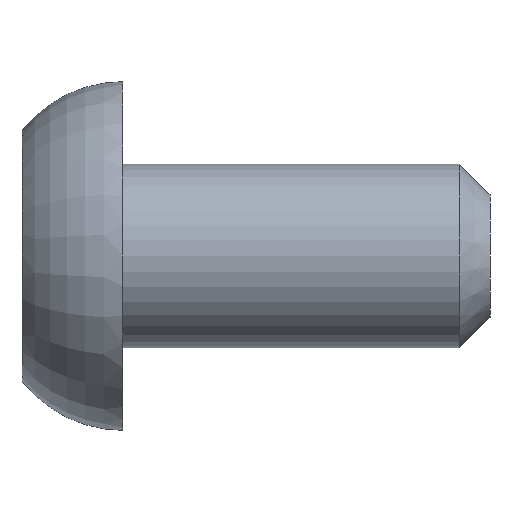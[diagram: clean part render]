
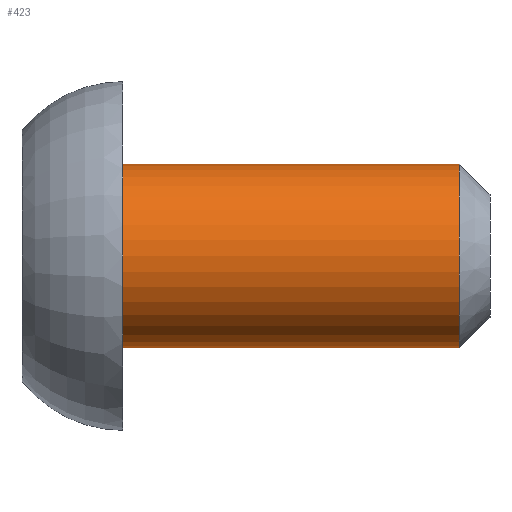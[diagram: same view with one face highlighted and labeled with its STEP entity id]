
A CAD part, front view. The second image highlights one B-rep face of the part: STEP entity #423.
In plain terms, the highlighted cylindrical face has radius 1.5 mm (diameter 3 mm), a partial arc.
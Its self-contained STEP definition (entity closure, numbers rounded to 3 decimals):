
#21 = EDGE_CURVE ( 'NONE', #837, #253, #760, .T. ) ;
#57 = EDGE_CURVE ( 'NONE', #91, #215, #854, .T. ) ;
#67 = DIRECTION ( 'NONE',  ( -1., 0., 0. ) ) ;
#73 = CARTESIAN_POINT ( 'NONE',  ( -6., 0., 0. ) ) ;
#91 = VERTEX_POINT ( 'NONE', #115 ) ;
#115 = CARTESIAN_POINT ( 'NONE',  ( -0.5, 0., 1.5 ) ) ;
#124 = DIRECTION ( 'NONE',  ( -1., 0., 0. ) ) ;
#154 = DIRECTION ( 'NONE',  ( -1., 0., 0. ) ) ;
#162 = DIRECTION ( 'NONE',  ( -1., 0., 0. ) ) ;
#195 = CARTESIAN_POINT ( 'NONE',  ( -6., 0., 1.5 ) ) ;
#215 = VERTEX_POINT ( 'NONE', #195 ) ;
#224 = ORIENTED_EDGE ( 'NONE', *, *, #21, .F. ) ;
#226 = DIRECTION ( 'NONE',  ( 0., 0., 1. ) ) ;
#246 = CARTESIAN_POINT ( 'NONE',  ( -7.65, 0., 1.5 ) ) ;
#253 = VERTEX_POINT ( 'NONE', #475 ) ;
#263 = AXIS2_PLACEMENT_3D ( 'NONE', #73, #67, #537 ) ;
#298 = ORIENTED_EDGE ( 'NONE', *, *, #57, .T. ) ;
#302 = VECTOR ( 'NONE', #124, 1000. ) ;
#311 = EDGE_CURVE ( 'NONE', #253, #215, #372, .T. ) ;
#358 = AXIS2_PLACEMENT_3D ( 'NONE', #683, #154, #820 ) ;
#372 = CIRCLE ( 'NONE', #263, 1.5 ) ;
#398 = VECTOR ( 'NONE', #645, 1000. ) ;
#423 = ADVANCED_FACE ( 'NONE', ( #703 ), #794, .T. ) ;
#428 = CARTESIAN_POINT ( 'NONE',  ( -0.5, 0., 0. ) ) ;
#475 = CARTESIAN_POINT ( 'NONE',  ( -6., 0., -1.5 ) ) ;
#509 = ORIENTED_EDGE ( 'NONE', *, *, #541, .T. ) ;
#516 = AXIS2_PLACEMENT_3D ( 'NONE', #428, #162, #226 ) ;
#537 = DIRECTION ( 'NONE',  ( 0., 0., 1. ) ) ;
#541 = EDGE_CURVE ( 'NONE', #837, #91, #661, .T. ) ;
#543 = ORIENTED_EDGE ( 'NONE', *, *, #311, .F. ) ;
#584 = CARTESIAN_POINT ( 'NONE',  ( -0.5, 0., -1.5 ) ) ;
#645 = DIRECTION ( 'NONE',  ( -1., 0., 0. ) ) ;
#661 = CIRCLE ( 'NONE', #516, 1.5 ) ;
#683 = CARTESIAN_POINT ( 'NONE',  ( -7.65, 0., 0. ) ) ;
#703 = FACE_OUTER_BOUND ( 'NONE', #847, .T. ) ;
#760 = LINE ( 'NONE', #852, #398 ) ;
#794 = CYLINDRICAL_SURFACE ( 'NONE', #358, 1.5 ) ;
#820 = DIRECTION ( 'NONE',  ( 0., 0., 1. ) ) ;
#837 = VERTEX_POINT ( 'NONE', #584 ) ;
#847 = EDGE_LOOP ( 'NONE', ( #224, #509, #298, #543 ) ) ;
#852 = CARTESIAN_POINT ( 'NONE',  ( -7.65, 0., -1.5 ) ) ;
#854 = LINE ( 'NONE', #246, #302 ) ;
